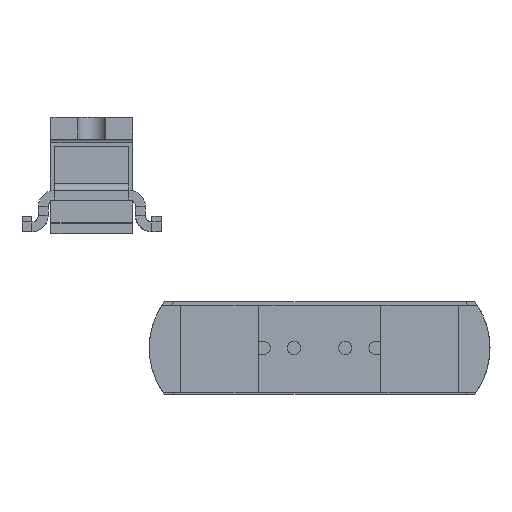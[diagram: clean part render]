
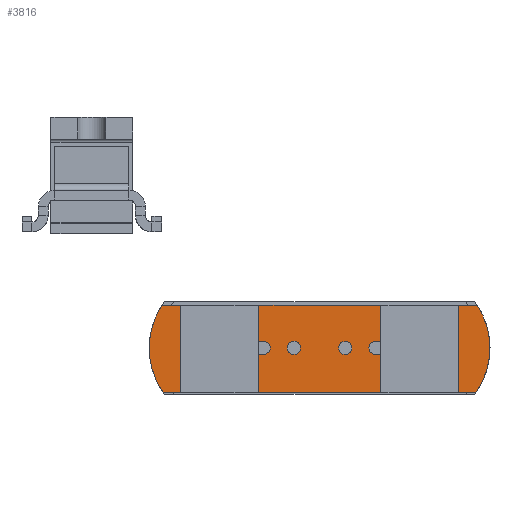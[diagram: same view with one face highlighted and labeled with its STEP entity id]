
A CAD part, front view. The second image highlights one B-rep face of the part: STEP entity #3816.
In plain terms, the highlighted planar face has unit normal (0, -1, 0).
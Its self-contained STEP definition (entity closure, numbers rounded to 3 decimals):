
#66 = CARTESIAN_POINT ( 'NONE',  ( 4.7, -1.5, -1.2 ) ) ;
#111 = ORIENTED_EDGE ( 'NONE', *, *, #6267, .T. ) ;
#159 = DIRECTION ( 'NONE',  ( 0., 0., -1. ) ) ;
#175 = CARTESIAN_POINT ( 'NONE',  ( -4.7, -1.5, -1.2 ) ) ;
#187 = DIRECTION ( 'NONE',  ( 0., -1., 0. ) ) ;
#321 = CARTESIAN_POINT ( 'NONE',  ( 10.25, -1.5, -1.2 ) ) ;
#381 = VERTEX_POINT ( 'NONE', #2086 ) ;
#433 = DIRECTION ( 'NONE',  ( 0., 0., -1. ) ) ;
#452 = ORIENTED_EDGE ( 'NONE', *, *, #6375, .F. ) ;
#476 = DIRECTION ( 'NONE',  ( 0., -1., 0. ) ) ;
#500 = ORIENTED_EDGE ( 'NONE', *, *, #5697, .F. ) ;
#513 = EDGE_CURVE ( 'NONE', #4903, #2705, #4285, .T. ) ;
#575 = CARTESIAN_POINT ( 'NONE',  ( -28.926, -1.5, 7.799 ) ) ;
#589 = CIRCLE ( 'NONE', #6427, 1.2 ) ;
#632 = CARTESIAN_POINT ( 'NONE',  ( 28.926, -1.5, 7.799 ) ) ;
#643 = DIRECTION ( 'NONE',  ( 0., 0., -1. ) ) ;
#720 = PLANE ( 'NONE',  #4578 ) ;
#776 = VERTEX_POINT ( 'NONE', #2610 ) ;
#801 = VECTOR ( 'NONE', #4441, 1000. ) ;
#820 = CARTESIAN_POINT ( 'NONE',  ( 11.25, -1.5, -1.2 ) ) ;
#825 = DIRECTION ( 'NONE',  ( 1., 0., 0. ) ) ;
#836 = VERTEX_POINT ( 'NONE', #2134 ) ;
#881 = DIRECTION ( 'NONE',  ( 0., -1., 0. ) ) ;
#924 = EDGE_CURVE ( 'NONE', #2847, #381, #1985, .T. ) ;
#1026 = ORIENTED_EDGE ( 'NONE', *, *, #2007, .F. ) ;
#1105 = DIRECTION ( 'NONE',  ( -1., 0., 0. ) ) ;
#1145 = FACE_OUTER_BOUND ( 'NONE', #6279, .T. ) ;
#1300 = CARTESIAN_POINT ( 'NONE',  ( 28.671, -1.5, -8.176 ) ) ;
#1318 = CARTESIAN_POINT ( 'NONE',  ( 10.25, -1.5, -1.2 ) ) ;
#1334 = VERTEX_POINT ( 'NONE', #6044 ) ;
#1383 = FACE_BOUND ( 'NONE', #4834, .T. ) ;
#1405 = AXIS2_PLACEMENT_3D ( 'NONE', #6080, #476, #3556 ) ;
#1463 = EDGE_CURVE ( 'NONE', #1334, #2847, #4413, .T. ) ;
#1624 = ORIENTED_EDGE ( 'NONE', *, *, #1463, .F. ) ;
#1705 = DIRECTION ( 'NONE',  ( 0., 0., 1. ) ) ;
#1757 = CARTESIAN_POINT ( 'NONE',  ( -4.7, -1.5, 0. ) ) ;
#1763 = CARTESIAN_POINT ( 'NONE',  ( 10.25, -1.5, 0. ) ) ;
#1802 = AXIS2_PLACEMENT_3D ( 'NONE', #3497, #881, #433 ) ;
#1907 = VECTOR ( 'NONE', #159, 1000. ) ;
#1918 = CARTESIAN_POINT ( 'NONE',  ( 11.25, -1.5, 1.2 ) ) ;
#1940 = DIRECTION ( 'NONE',  ( 0., 0., 1. ) ) ;
#1977 = CARTESIAN_POINT ( 'NONE',  ( 10.25, -1.5, 1.2 ) ) ;
#1985 = LINE ( 'NONE', #5780, #5905 ) ;
#2007 = EDGE_CURVE ( 'NONE', #381, #5404, #2405, .T. ) ;
#2077 = DIRECTION ( 'NONE',  ( 1., 0., 0. ) ) ;
#2086 = CARTESIAN_POINT ( 'NONE',  ( -11.25, -1.5, 1.2 ) ) ;
#2125 = AXIS2_PLACEMENT_3D ( 'NONE', #1763, #2782, #4905 ) ;
#2130 = ORIENTED_EDGE ( 'NONE', *, *, #5337, .F. ) ;
#2134 = CARTESIAN_POINT ( 'NONE',  ( -4.7, -1.5, 1.2 ) ) ;
#2191 = VERTEX_POINT ( 'NONE', #1918 ) ;
#2209 = EDGE_CURVE ( 'NONE', #5056, #4951, #6328, .T. ) ;
#2216 = VERTEX_POINT ( 'NONE', #6050 ) ;
#2256 = DIRECTION ( 'NONE',  ( 0., 0., -1. ) ) ;
#2321 = LINE ( 'NONE', #632, #3132 ) ;
#2323 = VECTOR ( 'NONE', #825, 1000. ) ;
#2364 = AXIS2_PLACEMENT_3D ( 'NONE', #3672, #4244, #643 ) ;
#2374 = VERTEX_POINT ( 'NONE', #66 ) ;
#2405 = LINE ( 'NONE', #2665, #1907 ) ;
#2414 = LINE ( 'NONE', #4923, #801 ) ;
#2445 = ORIENTED_EDGE ( 'NONE', *, *, #513, .F. ) ;
#2518 = EDGE_LOOP ( 'NONE', ( #3002, #2130 ) ) ;
#2563 = ORIENTED_EDGE ( 'NONE', *, *, #6133, .F. ) ;
#2600 = FACE_BOUND ( 'NONE', #3122, .T. ) ;
#2610 = CARTESIAN_POINT ( 'NONE',  ( 4.7, -1.5, 1.2 ) ) ;
#2647 = EDGE_CURVE ( 'NONE', #2705, #5998, #5767, .T. ) ;
#2665 = CARTESIAN_POINT ( 'NONE',  ( -11.25, -1.5, -1.2 ) ) ;
#2705 = VERTEX_POINT ( 'NONE', #321 ) ;
#2739 = DIRECTION ( 'NONE',  ( -1., 0., 0. ) ) ;
#2782 = DIRECTION ( 'NONE',  ( 0., -1., 0. ) ) ;
#2847 = VERTEX_POINT ( 'NONE', #4779 ) ;
#2854 = CIRCLE ( 'NONE', #3496, 1.2 ) ;
#2941 = EDGE_CURVE ( 'NONE', #2216, #3130, #4580, .T. ) ;
#2957 = VECTOR ( 'NONE', #1940, 1000. ) ;
#2958 = AXIS2_PLACEMENT_3D ( 'NONE', #5710, #4662, #5689 ) ;
#3002 = ORIENTED_EDGE ( 'NONE', *, *, #5051, .F. ) ;
#3098 = DIRECTION ( 'NONE',  ( 0., 0., 1. ) ) ;
#3122 = EDGE_LOOP ( 'NONE', ( #2445, #500, #452, #5643 ) ) ;
#3130 = VERTEX_POINT ( 'NONE', #3982 ) ;
#3132 = VECTOR ( 'NONE', #1105, 1000. ) ;
#3246 = DIRECTION ( 'NONE',  ( 0., 0., 1. ) ) ;
#3355 = CARTESIAN_POINT ( 'NONE',  ( -17.002, -1.5, 0. ) ) ;
#3427 = EDGE_CURVE ( 'NONE', #5166, #836, #589, .T. ) ;
#3491 = AXIS2_PLACEMENT_3D ( 'NONE', #5312, #3787, #3246 ) ;
#3496 = AXIS2_PLACEMENT_3D ( 'NONE', #1757, #187, #1705 ) ;
#3497 = CARTESIAN_POINT ( 'NONE',  ( 4.7, -1.5, 0. ) ) ;
#3556 = DIRECTION ( 'NONE',  ( 0., 0., -1. ) ) ;
#3581 = FACE_BOUND ( 'NONE', #4616, .T. ) ;
#3599 = EDGE_CURVE ( 'NONE', #836, #5166, #2854, .T. ) ;
#3672 = CARTESIAN_POINT ( 'NONE',  ( 4.7, -1.5, 0. ) ) ;
#3691 = LINE ( 'NONE', #1300, #2323 ) ;
#3733 = FACE_BOUND ( 'NONE', #2518, .T. ) ;
#3787 = DIRECTION ( 'NONE',  ( 0., -1., 0. ) ) ;
#3816 = ADVANCED_FACE ( 'NONE', ( #2600, #3581, #1383, #3733, #1145 ), #720, .T. ) ;
#3857 = VECTOR ( 'NONE', #5442, 1000. ) ;
#3954 = ORIENTED_EDGE ( 'NONE', *, *, #2209, .T. ) ;
#3982 = CARTESIAN_POINT ( 'NONE',  ( 28.926, -1.5, 7.799 ) ) ;
#4009 = CARTESIAN_POINT ( 'NONE',  ( -11.25, -1.5, -1.2 ) ) ;
#4026 = CARTESIAN_POINT ( 'NONE',  ( 11.25, -1.5, -1.2 ) ) ;
#4074 = CARTESIAN_POINT ( 'NONE',  ( -4.7, -1.5, 0. ) ) ;
#4112 = ORIENTED_EDGE ( 'NONE', *, *, #924, .F. ) ;
#4202 = CIRCLE ( 'NONE', #1802, 1.2 ) ;
#4244 = DIRECTION ( 'NONE',  ( 0., -1., 0. ) ) ;
#4285 = CIRCLE ( 'NONE', #2125, 1.2 ) ;
#4298 = CIRCLE ( 'NONE', #2364, 1.2 ) ;
#4413 = CIRCLE ( 'NONE', #2958, 1.2 ) ;
#4441 = DIRECTION ( 'NONE',  ( -1., 0., 0. ) ) ;
#4578 = AXIS2_PLACEMENT_3D ( 'NONE', #3355, #4936, #2256 ) ;
#4580 = CIRCLE ( 'NONE', #3491, 14.248 ) ;
#4616 = EDGE_LOOP ( 'NONE', ( #4112, #1624, #2563, #1026 ) ) ;
#4662 = DIRECTION ( 'NONE',  ( 0., -1., 0. ) ) ;
#4737 = LINE ( 'NONE', #4026, #2957 ) ;
#4779 = CARTESIAN_POINT ( 'NONE',  ( -10.25, -1.5, 1.2 ) ) ;
#4834 = EDGE_LOOP ( 'NONE', ( #6121, #6546 ) ) ;
#4836 = LINE ( 'NONE', #5156, #5213 ) ;
#4903 = VERTEX_POINT ( 'NONE', #1977 ) ;
#4905 = DIRECTION ( 'NONE',  ( 0., 0., 1. ) ) ;
#4923 = CARTESIAN_POINT ( 'NONE',  ( 10.25, -1.5, 1.2 ) ) ;
#4936 = DIRECTION ( 'NONE',  ( 0., -1., 0. ) ) ;
#4951 = VERTEX_POINT ( 'NONE', #6648 ) ;
#4977 = ORIENTED_EDGE ( 'NONE', *, *, #6065, .T. ) ;
#5051 = EDGE_CURVE ( 'NONE', #2374, #776, #4298, .T. ) ;
#5056 = VERTEX_POINT ( 'NONE', #575 ) ;
#5089 = ORIENTED_EDGE ( 'NONE', *, *, #2941, .T. ) ;
#5156 = CARTESIAN_POINT ( 'NONE',  ( -10.25, -1.5, -1.2 ) ) ;
#5158 = DIRECTION ( 'NONE',  ( 0., -1., 0. ) ) ;
#5166 = VERTEX_POINT ( 'NONE', #175 ) ;
#5213 = VECTOR ( 'NONE', #2077, 1000. ) ;
#5312 = CARTESIAN_POINT ( 'NONE',  ( 17.002, -1.5, 0. ) ) ;
#5337 = EDGE_CURVE ( 'NONE', #776, #2374, #4202, .T. ) ;
#5404 = VERTEX_POINT ( 'NONE', #4009 ) ;
#5442 = DIRECTION ( 'NONE',  ( 1., 0., 0. ) ) ;
#5643 = ORIENTED_EDGE ( 'NONE', *, *, #2647, .F. ) ;
#5689 = DIRECTION ( 'NONE',  ( 0., 0., -1. ) ) ;
#5697 = EDGE_CURVE ( 'NONE', #2191, #4903, #2414, .T. ) ;
#5710 = CARTESIAN_POINT ( 'NONE',  ( -10.25, -1.5, 0. ) ) ;
#5767 = LINE ( 'NONE', #1318, #3857 ) ;
#5780 = CARTESIAN_POINT ( 'NONE',  ( -10.25, -1.5, 1.2 ) ) ;
#5905 = VECTOR ( 'NONE', #2739, 1000. ) ;
#5998 = VERTEX_POINT ( 'NONE', #820 ) ;
#6044 = CARTESIAN_POINT ( 'NONE',  ( -10.25, -1.5, -1.2 ) ) ;
#6050 = CARTESIAN_POINT ( 'NONE',  ( 28.671, -1.5, -8.176 ) ) ;
#6065 = EDGE_CURVE ( 'NONE', #3130, #5056, #2321, .T. ) ;
#6080 = CARTESIAN_POINT ( 'NONE',  ( -17.002, -1.5, 0. ) ) ;
#6121 = ORIENTED_EDGE ( 'NONE', *, *, #3427, .F. ) ;
#6133 = EDGE_CURVE ( 'NONE', #5404, #1334, #4836, .T. ) ;
#6267 = EDGE_CURVE ( 'NONE', #4951, #2216, #3691, .T. ) ;
#6279 = EDGE_LOOP ( 'NONE', ( #3954, #111, #5089, #4977 ) ) ;
#6328 = CIRCLE ( 'NONE', #1405, 14.248 ) ;
#6375 = EDGE_CURVE ( 'NONE', #5998, #2191, #4737, .T. ) ;
#6427 = AXIS2_PLACEMENT_3D ( 'NONE', #4074, #5158, #3098 ) ;
#6546 = ORIENTED_EDGE ( 'NONE', *, *, #3599, .F. ) ;
#6648 = CARTESIAN_POINT ( 'NONE',  ( -28.671, -1.5, -8.176 ) ) ;
